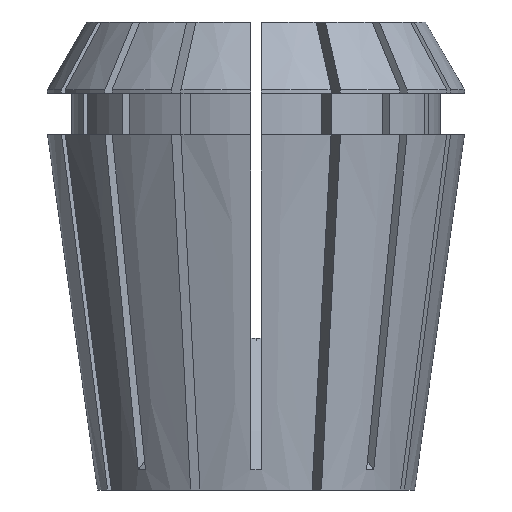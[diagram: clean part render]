
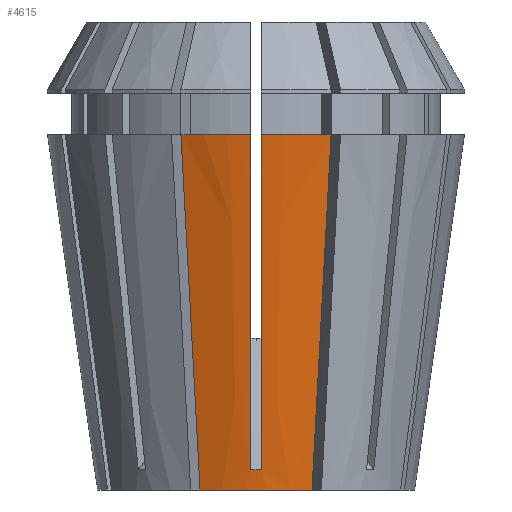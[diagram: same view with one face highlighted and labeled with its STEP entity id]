
A CAD part, front view. The second image highlights one B-rep face of the part: STEP entity #4615.
In plain terms, the highlighted conical face has half-angle 8 degrees and reference radius 15.595 mm.
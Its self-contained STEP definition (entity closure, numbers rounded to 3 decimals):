
#34 = ORIENTED_EDGE ( 'NONE', *, *, #1118, .T. ) ;
#77 = CARTESIAN_POINT ( 'NONE',  ( -0.167, -15.879, 1.998 ) ) ;
#93 = CARTESIAN_POINT ( 'NONE',  ( 0.5, -20.494, 34.9 ) ) ;
#164 = EDGE_CURVE ( 'NONE', #5068, #4496, #2502, .T. ) ;
#329 = AXIS2_PLACEMENT_3D ( 'NONE', #5461, #1208, #354 ) ;
#354 = DIRECTION ( 'NONE',  ( 1., 0., 0. ) ) ;
#425 = CARTESIAN_POINT ( 'NONE',  ( -6.129, -16.104, 11.633 ) ) ;
#703 = DIRECTION ( 'NONE',  ( 0., 0., -1. ) ) ;
#744 = CARTESIAN_POINT ( 'NONE',  ( 6.755, -17.615, 23.267 ) ) ;
#867 = CARTESIAN_POINT ( 'NONE',  ( -0.5, -20.152, 32.464 ) ) ;
#876 = CARTESIAN_POINT ( 'NONE',  ( 5.503, -14.592, 0. ) ) ;
#883 = CARTESIAN_POINT ( 'NONE',  ( -0.5, -15.869, 2.006 ) ) ;
#929 = B_SPLINE_CURVE_WITH_KNOTS ( 'NONE', 3,
 ( #3155, #4876, #5291, #3584, #3550, #4827, #2266, #3515, #1002, #4808 ),
 .UNSPECIFIED., .F., .F.,
 ( 4, 3, 3, 4 ),
 ( 0.076, 0.078, 0.107, 0.109 ),
 .UNSPECIFIED. ) ;
#1002 = CARTESIAN_POINT ( 'NONE',  ( 0.5, -15.977, 2.77 ) ) ;
#1003 = ORIENTED_EDGE ( 'NONE', *, *, #2905, .F. ) ;
#1092 = VERTEX_POINT ( 'NONE', #3312 ) ;
#1118 = EDGE_CURVE ( 'NONE', #3206, #2388, #4363, .T. ) ;
#1123 = DIRECTION ( 'NONE',  ( 0., 0., -1. ) ) ;
#1140 = CARTESIAN_POINT ( 'NONE',  ( 5.503, -14.592, 0. ) ) ;
#1208 = DIRECTION ( 'NONE',  ( 0., 0., 1. ) ) ;
#1393 = AXIS2_PLACEMENT_3D ( 'NONE', #4269, #2074, #4187 ) ;
#1453 = CARTESIAN_POINT ( 'NONE',  ( 7.381, -19.126, 34.9 ) ) ;
#1488 = EDGE_LOOP ( 'NONE', ( #1003, #34, #2820, #4202, #1973, #2348, #2788, #1573 ) ) ;
#1503 = EDGE_CURVE ( 'NONE', #1092, #5263, #3683, .T. ) ;
#1573 = ORIENTED_EDGE ( 'NONE', *, *, #3594, .F. ) ;
#1578 = VERTEX_POINT ( 'NONE', #3873 ) ;
#1674 = CARTESIAN_POINT ( 'NONE',  ( -5.503, -14.592, 0. ) ) ;
#1705 = CARTESIAN_POINT ( 'NONE',  ( -6.755, -17.615, 23.267 ) ) ;
#1731 = CARTESIAN_POINT ( 'NONE',  ( 7.381, -19.126, 34.9 ) ) ;
#1762 = CARTESIAN_POINT ( 'NONE',  ( -7.381, -19.126, 34.9 ) ) ;
#1805 = CARTESIAN_POINT ( 'NONE',  ( -0.5, -16.192, 4.3 ) ) ;
#1814 = CARTESIAN_POINT ( 'NONE',  ( -0.5, -20.494, 34.9 ) ) ;
#1973 = ORIENTED_EDGE ( 'NONE', *, *, #2129, .F. ) ;
#2019 = CARTESIAN_POINT ( 'NONE',  ( 6.129, -16.104, 11.633 ) ) ;
#2074 = DIRECTION ( 'NONE',  ( 0., 0., -1. ) ) ;
#2100 = AXIS2_PLACEMENT_3D ( 'NONE', #5032, #1123, #4122 ) ;
#2129 = EDGE_CURVE ( 'NONE', #1092, #5068, #3203, .T. ) ;
#2247 = CARTESIAN_POINT ( 'NONE',  ( -0.5, -16.084, 3.535 ) ) ;
#2266 = CARTESIAN_POINT ( 'NONE',  ( 0.5, -16.192, 4.3 ) ) ;
#2295 = VERTEX_POINT ( 'NONE', #876 ) ;
#2348 = ORIENTED_EDGE ( 'NONE', *, *, #1503, .T. ) ;
#2358 = CARTESIAN_POINT ( 'NONE',  ( -0.5, -15.869, 2.006 ) ) ;
#2388 = VERTEX_POINT ( 'NONE', #93 ) ;
#2464 = CARTESIAN_POINT ( 'NONE',  ( 0., 0., 34.9 ) ) ;
#2502 = B_SPLINE_CURVE_WITH_KNOTS ( 'NONE', 3,
 ( #883, #77, #4682, #3402 ),
 .UNSPECIFIED., .F., .F.,
 ( 4, 4 ),
 ( 0., 0.001 ),
 .UNSPECIFIED. ) ;
#2534 = CARTESIAN_POINT ( 'NONE',  ( -7.381, -19.126, 34.9 ) ) ;
#2552 = CARTESIAN_POINT ( 'NONE',  ( -0.5, -20.266, 33.276 ) ) ;
#2684 = CARTESIAN_POINT ( 'NONE',  ( -0.5, -20.38, 34.088 ) ) ;
#2788 = ORIENTED_EDGE ( 'NONE', *, *, #3707, .T. ) ;
#2820 = ORIENTED_EDGE ( 'NONE', *, *, #4001, .T. ) ;
#2845 = DIRECTION ( 'NONE',  ( -1., 0., 0. ) ) ;
#2853 = B_SPLINE_CURVE_WITH_KNOTS ( 'NONE', 3,
 ( #1453, #744, #2019, #1140 ),
 .UNSPECIFIED., .F., .F.,
 ( 4, 4 ),
 ( 0., 0.035 ),
 .UNSPECIFIED. ) ;
#2905 = EDGE_CURVE ( 'NONE', #3206, #2295, #2853, .T. ) ;
#3059 = B_SPLINE_CURVE_WITH_KNOTS ( 'NONE', 3,
 ( #2534, #1705, #425, #1674 ),
 .UNSPECIFIED., .F., .F.,
 ( 4, 4 ),
 ( 0., 0.035 ),
 .UNSPECIFIED. ) ;
#3107 = CARTESIAN_POINT ( 'NONE',  ( 0.5, -15.869, 2.006 ) ) ;
#3155 = CARTESIAN_POINT ( 'NONE',  ( 0.5, -20.494, 34.9 ) ) ;
#3203 = B_SPLINE_CURVE_WITH_KNOTS ( 'NONE', 3,
 ( #1814, #2684, #2552, #867, #3874, #5139, #1805, #2247, #5326, #2358 ),
 .UNSPECIFIED., .F., .F.,
 ( 4, 3, 3, 4 ),
 ( 0.076, 0.078, 0.107, 0.109 ),
 .UNSPECIFIED. ) ;
#3206 = VERTEX_POINT ( 'NONE', #1731 ) ;
#3312 = CARTESIAN_POINT ( 'NONE',  ( -0.5, -20.494, 34.9 ) ) ;
#3402 = CARTESIAN_POINT ( 'NONE',  ( 0.5, -15.869, 2.006 ) ) ;
#3515 = CARTESIAN_POINT ( 'NONE',  ( 0.5, -16.084, 3.535 ) ) ;
#3550 = CARTESIAN_POINT ( 'NONE',  ( 0.5, -18.832, 23.076 ) ) ;
#3584 = CARTESIAN_POINT ( 'NONE',  ( 0.5, -20.152, 32.464 ) ) ;
#3594 = EDGE_CURVE ( 'NONE', #2295, #1578, #5251, .T. ) ;
#3683 = CIRCLE ( 'NONE', #1393, 20.5 ) ;
#3707 = EDGE_CURVE ( 'NONE', #5263, #1578, #3059, .T. ) ;
#3860 = CONICAL_SURFACE ( 'NONE', #329, 15.595, 0.14 ) ;
#3873 = CARTESIAN_POINT ( 'NONE',  ( -5.503, -14.592, 0. ) ) ;
#3874 = CARTESIAN_POINT ( 'NONE',  ( -0.5, -18.832, 23.076 ) ) ;
#4001 = EDGE_CURVE ( 'NONE', #2388, #4496, #929, .T. ) ;
#4122 = DIRECTION ( 'NONE',  ( -1., 0., 0. ) ) ;
#4184 = CARTESIAN_POINT ( 'NONE',  ( -0.5, -15.869, 2.006 ) ) ;
#4187 = DIRECTION ( 'NONE',  ( -1., 0., 0. ) ) ;
#4202 = ORIENTED_EDGE ( 'NONE', *, *, #164, .F. ) ;
#4269 = CARTESIAN_POINT ( 'NONE',  ( 0., 0., 34.9 ) ) ;
#4306 = FACE_OUTER_BOUND ( 'NONE', #1488, .T. ) ;
#4363 = CIRCLE ( 'NONE', #4847, 20.5 ) ;
#4496 = VERTEX_POINT ( 'NONE', #3107 ) ;
#4615 = ADVANCED_FACE ( 'NONE', ( #4306 ), #3860, .T. ) ;
#4682 = CARTESIAN_POINT ( 'NONE',  ( 0.167, -15.879, 1.998 ) ) ;
#4808 = CARTESIAN_POINT ( 'NONE',  ( 0.5, -15.869, 2.006 ) ) ;
#4827 = CARTESIAN_POINT ( 'NONE',  ( 0.5, -17.512, 13.688 ) ) ;
#4847 = AXIS2_PLACEMENT_3D ( 'NONE', #2464, #703, #2845 ) ;
#4876 = CARTESIAN_POINT ( 'NONE',  ( 0.5, -20.38, 34.088 ) ) ;
#5032 = CARTESIAN_POINT ( 'NONE',  ( 0., 0., 0. ) ) ;
#5068 = VERTEX_POINT ( 'NONE', #4184 ) ;
#5139 = CARTESIAN_POINT ( 'NONE',  ( -0.5, -17.512, 13.688 ) ) ;
#5251 = CIRCLE ( 'NONE', #2100, 15.595 ) ;
#5263 = VERTEX_POINT ( 'NONE', #1762 ) ;
#5291 = CARTESIAN_POINT ( 'NONE',  ( 0.5, -20.266, 33.276 ) ) ;
#5326 = CARTESIAN_POINT ( 'NONE',  ( -0.5, -15.977, 2.77 ) ) ;
#5461 = CARTESIAN_POINT ( 'NONE',  ( 0., 0., 0. ) ) ;
